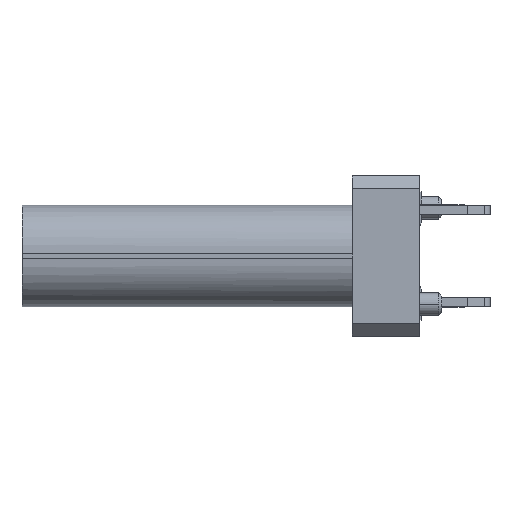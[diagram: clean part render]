
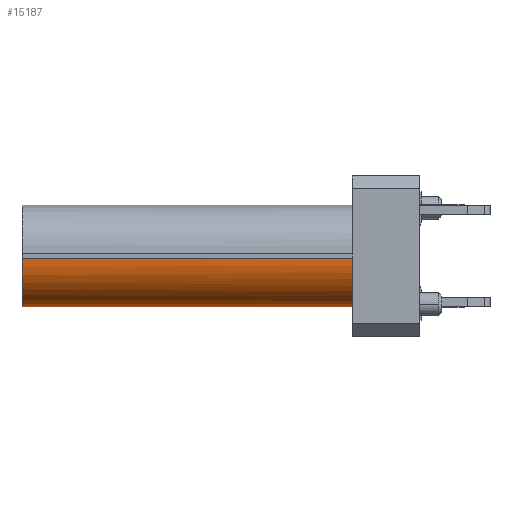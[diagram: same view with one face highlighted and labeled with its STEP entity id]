
A CAD part, left-side view. The second image highlights one B-rep face of the part: STEP entity #15187.
In plain terms, the highlighted cylindrical face has radius 1.5 mm (diameter 3 mm), a partial arc.
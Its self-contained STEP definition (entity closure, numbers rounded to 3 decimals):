
#1727=CARTESIAN_POINT('',(-10.17,4.3,-2.58));
#1728=DIRECTION('',(0.,-1.,0.));
#1729=DIRECTION('',(-0.626,0.,-0.78));
#1730=AXIS2_PLACEMENT_3D('',#1727,#1728,#1729);
#1791=CARTESIAN_POINT('',(-10.17,4.3,-2.58));
#1792=DIRECTION('',(0.,-1.,0.));
#1793=DIRECTION('',(-1.,0.,0.));
#1794=AXIS2_PLACEMENT_3D('',#1791,#1792,#1793);
#3525=CARTESIAN_POINT('',(-10.17,14.6,-2.58));
#3526=DIRECTION('',(0.,1.,0.));
#3527=DIRECTION('',(0.,0.,-1.));
#3528=AXIS2_PLACEMENT_3D('',#3525,#3526,#3527);
#4292=DIRECTION('',(0.,-1.,0.));
#4293=VECTOR('',#4292,10.3);
#4294=CARTESIAN_POINT('',(-10.17,14.6,-4.08));
#4295=LINE('',#4294,#4293);
#4296=DIRECTION('',(0.,1.,0.));
#4297=VECTOR('',#4296,10.3);
#4298=CARTESIAN_POINT('',(-11.67,4.3,-2.58));
#4299=LINE('',#4298,#4297);
#7732=CARTESIAN_POINT('',(-10.17,14.6,-4.08));
#7733=CARTESIAN_POINT('',(-10.17,4.3,-4.08));
#7734=VERTEX_POINT('',#7732);
#7735=VERTEX_POINT('',#7733);
#7998=CARTESIAN_POINT('',(-11.67,14.6,-2.58));
#7999=VERTEX_POINT('',#7998);
#8264=CARTESIAN_POINT('',(-11.109,4.3,-3.75));
#8266=VERTEX_POINT('',#8264);
#8294=CARTESIAN_POINT('',(-11.67,4.3,-2.58));
#8295=VERTEX_POINT('',#8294);
#15174=CARTESIAN_POINT('',(-10.17,19.3,-2.58));
#15175=DIRECTION('',(0.,-1.,0.));
#15176=DIRECTION('',(0.,0.,-1.));
#15177=AXIS2_PLACEMENT_3D('',#15174,#15175,#15176);
#15178=CYLINDRICAL_SURFACE('',#15177,1.5);
#15179=ORIENTED_EDGE('',*,*,#10810,.T.);
#15180=ORIENTED_EDGE('',*,*,#10739,.T.);
#15181=ORIENTED_EDGE('',*,*,#14234,.F.);
#15182=ORIENTED_EDGE('',*,*,#14127,.T.);
#15184=ORIENTED_EDGE('',*,*,#15183,.F.);
#15185=EDGE_LOOP('',(#15179,#15180,#15181,#15182,#15184));
#15186=FACE_OUTER_BOUND('',#15185,.F.);
#1731=CIRCLE('',#1730,1.5);
#1795=CIRCLE('',#1794,1.5);
#3529=CIRCLE('',#3528,1.5);
#10739=EDGE_CURVE('',#8266,#7735,#1731,.T.);
#10810=EDGE_CURVE('',#8295,#8266,#1795,.T.);
#14127=EDGE_CURVE('',#7734,#7999,#3529,.T.);
#14234=EDGE_CURVE('',#7734,#7735,#4295,.T.);
#15183=EDGE_CURVE('',#8295,#7999,#4299,.T.);
#15187=ADVANCED_FACE('',(#15186),#15178,.T.);
